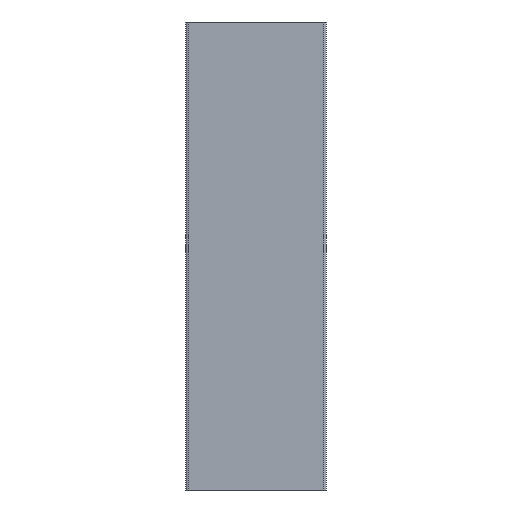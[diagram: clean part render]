
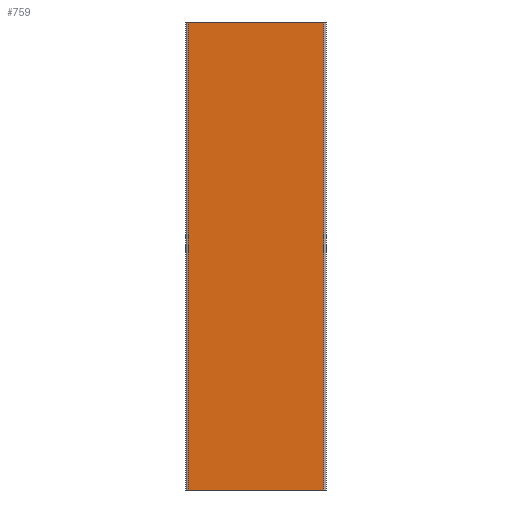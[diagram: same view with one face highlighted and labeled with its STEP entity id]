
A CAD part, front view. The second image highlights one B-rep face of the part: STEP entity #759.
In plain terms, the highlighted planar face has unit normal (0, -1, 0).
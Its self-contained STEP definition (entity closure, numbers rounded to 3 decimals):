
#32=PLANE('',#831);
#99=LINE('',#1250,#175);
#103=LINE('',#1263,#179);
#104=LINE('',#1267,#180);
#105=LINE('',#1268,#181);
#175=VECTOR('',#1020,29.);
#179=VECTOR('',#1032,100.);
#180=VECTOR('',#1037,100.);
#181=VECTOR('',#1038,29.);
#223=FACE_OUTER_BOUND('',#264,.T.);
#264=EDGE_LOOP('',(#646,#647,#648,#649));
#369=VERTEX_POINT('',#1247);
#370=VERTEX_POINT('',#1249);
#375=VERTEX_POINT('',#1262);
#376=VERTEX_POINT('',#1266);
#470=EDGE_CURVE('',#370,#369,#99,.T.);
#477=EDGE_CURVE('',#375,#370,#103,.T.);
#479=EDGE_CURVE('',#376,#369,#104,.T.);
#480=EDGE_CURVE('',#375,#376,#105,.T.);
#646=ORIENTED_EDGE('',*,*,#470,.T.);
#647=ORIENTED_EDGE('',*,*,#479,.F.);
#648=ORIENTED_EDGE('',*,*,#480,.F.);
#649=ORIENTED_EDGE('',*,*,#477,.T.);
#759=ADVANCED_FACE('',(#223),#32,.T.);
#831=AXIS2_PLACEMENT_3D('',#1265,#1035,#1036);
#1020=DIRECTION('',(-1.,0.,0.));
#1032=DIRECTION('',(0.,0.,1.));
#1035=DIRECTION('center_axis',(0.,-1.,0.));
#1036=DIRECTION('ref_axis',(1.,0.,0.));
#1037=DIRECTION('',(0.,0.,1.));
#1038=DIRECTION('',(-1.,0.,0.));
#1247=CARTESIAN_POINT('',(-14.5,-6.5,100.));
#1249=CARTESIAN_POINT('',(14.5,-6.5,100.));
#1250=CARTESIAN_POINT('',(-7.25,-6.5,100.));
#1262=CARTESIAN_POINT('',(14.5,-6.5,0.));
#1263=CARTESIAN_POINT('',(14.5,-6.5,0.));
#1265=CARTESIAN_POINT('Origin',(-14.5,-6.5,0.));
#1266=CARTESIAN_POINT('',(-14.5,-6.5,0.));
#1267=CARTESIAN_POINT('',(-14.5,-6.5,0.));
#1268=CARTESIAN_POINT('',(-7.25,-6.5,0.));
